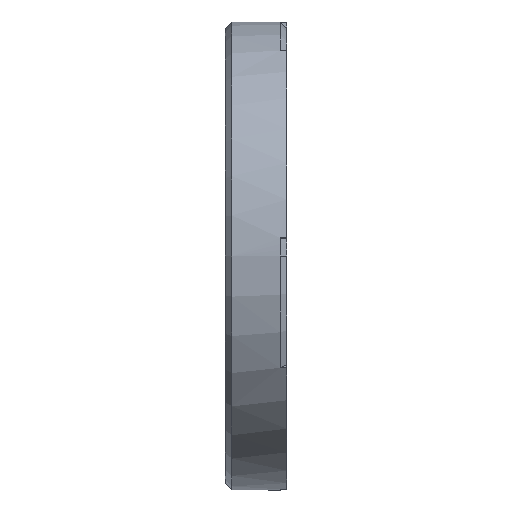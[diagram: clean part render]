
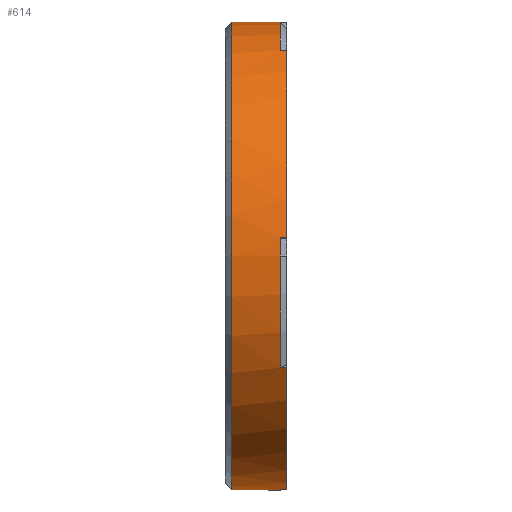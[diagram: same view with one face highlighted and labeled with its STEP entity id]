
A CAD part, left-side view. The second image highlights one B-rep face of the part: STEP entity #614.
In plain terms, the highlighted cylindrical face has radius 36 mm (diameter 72 mm), a partial arc.
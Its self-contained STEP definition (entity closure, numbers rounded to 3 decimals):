
#5 = EDGE_CURVE ( 'NONE', #836, #488, #813, .T. ) ;
#14 = DIRECTION ( 'NONE',  ( 0., 1., 0. ) ) ;
#20 = DIRECTION ( 'NONE',  ( 0., 0., 1. ) ) ;
#84 = CARTESIAN_POINT ( 'NONE',  ( 0., 2.4, 36. ) ) ;
#86 = DIRECTION ( 'NONE',  ( -1., 0., 0. ) ) ;
#111 = ORIENTED_EDGE ( 'NONE', *, *, #806, .F. ) ;
#138 = CARTESIAN_POINT ( 'NONE',  ( 0., -7., 0. ) ) ;
#146 = VECTOR ( 'NONE', #286, 1000. ) ;
#151 = CIRCLE ( 'NONE', #180, 36. ) ;
#155 = CIRCLE ( 'NONE', #1204, 36. ) ;
#163 = ORIENTED_EDGE ( 'NONE', *, *, #894, .T. ) ;
#166 = ORIENTED_EDGE ( 'NONE', *, *, #447, .T. ) ;
#180 = AXIS2_PLACEMENT_3D ( 'NONE', #664, #528, #1101 ) ;
#182 = AXIS2_PLACEMENT_3D ( 'NONE', #1124, #331, #1019 ) ;
#200 = VECTOR ( 'NONE', #1208, 1000. ) ;
#207 = DIRECTION ( 'NONE',  ( 0., -1., 0. ) ) ;
#212 = CARTESIAN_POINT ( 'NONE',  ( 0., 0.4, -36. ) ) ;
#224 = CARTESIAN_POINT ( 'NONE',  ( 0., -7., 0. ) ) ;
#226 = ORIENTED_EDGE ( 'NONE', *, *, #1222, .T. ) ;
#227 = CIRCLE ( 'NONE', #1256, 36. ) ;
#246 = VERTEX_POINT ( 'NONE', #811 ) ;
#281 = CARTESIAN_POINT ( 'NONE',  ( 0., 0.4, 36. ) ) ;
#285 = EDGE_CURVE ( 'NONE', #246, #287, #155, .T. ) ;
#286 = DIRECTION ( 'NONE',  ( 0., -1., 0. ) ) ;
#287 = VERTEX_POINT ( 'NONE', #657 ) ;
#307 = DIRECTION ( 'NONE',  ( 1., 0., 0. ) ) ;
#331 = DIRECTION ( 'NONE',  ( 0., 1., 0. ) ) ;
#339 = EDGE_CURVE ( 'NONE', #560, #379, #227, .T. ) ;
#345 = DIRECTION ( 'NONE',  ( 0., 0., -1. ) ) ;
#347 = VERTEX_POINT ( 'NONE', #1112 ) ;
#378 = CARTESIAN_POINT ( 'NONE',  ( -2.781, -7., -35.892 ) ) ;
#379 = VERTEX_POINT ( 'NONE', #1076 ) ;
#391 = CARTESIAN_POINT ( 'NONE',  ( 0., 2.4, 0. ) ) ;
#412 = EDGE_CURVE ( 'NONE', #347, #942, #770, .T. ) ;
#422 = LINE ( 'NONE', #1184, #587 ) ;
#447 = EDGE_CURVE ( 'NONE', #1382, #694, #815, .T. ) ;
#452 = VERTEX_POINT ( 'NONE', #1111 ) ;
#466 = CYLINDRICAL_SURFACE ( 'NONE', #1225, 36. ) ;
#478 = CARTESIAN_POINT ( 'NONE',  ( -31.616, -7., -17.216 ) ) ;
#480 = ORIENTED_EDGE ( 'NONE', *, *, #339, .T. ) ;
#483 = CIRCLE ( 'NONE', #856, 36. ) ;
#488 = VERTEX_POINT ( 'NONE', #212 ) ;
#497 = LINE ( 'NONE', #378, #146 ) ;
#508 = CARTESIAN_POINT ( 'NONE',  ( 0., 0.4, 0. ) ) ;
#511 = ORIENTED_EDGE ( 'NONE', *, *, #285, .F. ) ;
#517 = DIRECTION ( 'NONE',  ( 0., 0., 1. ) ) ;
#524 = CARTESIAN_POINT ( 'NONE',  ( 0., -7., -36. ) ) ;
#528 = DIRECTION ( 'NONE',  ( 0., 1., 0. ) ) ;
#537 = DIRECTION ( 'NONE',  ( 0., -1., 0. ) ) ;
#549 = VECTOR ( 'NONE', #970, 1000. ) ;
#560 = VERTEX_POINT ( 'NONE', #1027 ) ;
#561 = EDGE_CURVE ( 'NONE', #347, #452, #1441, .T. ) ;
#587 = VECTOR ( 'NONE', #537, 1000. ) ;
#601 = CARTESIAN_POINT ( 'NONE',  ( 0., -8., 0. ) ) ;
#614 = ADVANCED_FACE ( 'NONE', ( #955 ), #466, .T. ) ;
#625 = DIRECTION ( 'NONE',  ( 0., -1., 0. ) ) ;
#627 = CARTESIAN_POINT ( 'NONE',  ( -35.892, -7., 2.781 ) ) ;
#630 = VERTEX_POINT ( 'NONE', #848 ) ;
#657 = CARTESIAN_POINT ( 'NONE',  ( -2.781, -8., -35.892 ) ) ;
#664 = CARTESIAN_POINT ( 'NONE',  ( 0., -7., 0. ) ) ;
#677 = DIRECTION ( 'NONE',  ( 0., 1., 0. ) ) ;
#688 = ORIENTED_EDGE ( 'NONE', *, *, #711, .T. ) ;
#694 = VERTEX_POINT ( 'NONE', #1307 ) ;
#706 = VERTEX_POINT ( 'NONE', #627 ) ;
#711 = EDGE_CURVE ( 'NONE', #706, #630, #966, .T. ) ;
#728 = ORIENTED_EDGE ( 'NONE', *, *, #5, .T. ) ;
#770 = LINE ( 'NONE', #1095, #200 ) ;
#783 = DIRECTION ( 'NONE',  ( 0., -1., 0. ) ) ;
#806 = EDGE_CURVE ( 'NONE', #942, #630, #483, .T. ) ;
#811 = CARTESIAN_POINT ( 'NONE',  ( -31.616, -8., -17.216 ) ) ;
#813 = CIRCLE ( 'NONE', #952, 36. ) ;
#815 = CIRCLE ( 'NONE', #182, 36. ) ;
#836 = VERTEX_POINT ( 'NONE', #281 ) ;
#848 = CARTESIAN_POINT ( 'NONE',  ( -35.892, -8., 2.781 ) ) ;
#856 = AXIS2_PLACEMENT_3D ( 'NONE', #601, #1022, #1305 ) ;
#894 = EDGE_CURVE ( 'NONE', #379, #706, #151, .T. ) ;
#911 = LINE ( 'NONE', #478, #1250 ) ;
#942 = VERTEX_POINT ( 'NONE', #1425 ) ;
#943 = EDGE_CURVE ( 'NONE', #836, #452, #1338, .T. ) ;
#952 = AXIS2_PLACEMENT_3D ( 'NONE', #508, #625, #517 ) ;
#955 = FACE_OUTER_BOUND ( 'NONE', #1456, .T. ) ;
#966 = LINE ( 'NONE', #1070, #996 ) ;
#970 = DIRECTION ( 'NONE',  ( 0., -1., 0. ) ) ;
#996 = VECTOR ( 'NONE', #1410, 1000. ) ;
#1019 = DIRECTION ( 'NONE',  ( 0., 0., -1. ) ) ;
#1022 = DIRECTION ( 'NONE',  ( 0., -1., 0. ) ) ;
#1027 = CARTESIAN_POINT ( 'NONE',  ( -31.616, -7., -17.216 ) ) ;
#1029 = ORIENTED_EDGE ( 'NONE', *, *, #943, .F. ) ;
#1045 = ORIENTED_EDGE ( 'NONE', *, *, #412, .F. ) ;
#1070 = CARTESIAN_POINT ( 'NONE',  ( -35.892, -7., 2.781 ) ) ;
#1076 = CARTESIAN_POINT ( 'NONE',  ( -36., -7., 0. ) ) ;
#1095 = CARTESIAN_POINT ( 'NONE',  ( -17.216, -7., 31.616 ) ) ;
#1101 = DIRECTION ( 'NONE',  ( -1., 0., 0. ) ) ;
#1111 = CARTESIAN_POINT ( 'NONE',  ( 0., -7., 36. ) ) ;
#1112 = CARTESIAN_POINT ( 'NONE',  ( -17.216, -7., 31.616 ) ) ;
#1123 = ORIENTED_EDGE ( 'NONE', *, *, #561, .T. ) ;
#1124 = CARTESIAN_POINT ( 'NONE',  ( 0., -7., 0. ) ) ;
#1173 = DIRECTION ( 'NONE',  ( 0., -1., 0. ) ) ;
#1184 = CARTESIAN_POINT ( 'NONE',  ( 0., 2.4, -36. ) ) ;
#1204 = AXIS2_PLACEMENT_3D ( 'NONE', #1278, #207, #307 ) ;
#1208 = DIRECTION ( 'NONE',  ( 0., -1., 0. ) ) ;
#1222 = EDGE_CURVE ( 'NONE', #694, #287, #497, .T. ) ;
#1225 = AXIS2_PLACEMENT_3D ( 'NONE', #391, #1173, #345 ) ;
#1250 = VECTOR ( 'NONE', #783, 1000. ) ;
#1256 = AXIS2_PLACEMENT_3D ( 'NONE', #224, #677, #86 ) ;
#1278 = CARTESIAN_POINT ( 'NONE',  ( 0., -8., 0. ) ) ;
#1305 = DIRECTION ( 'NONE',  ( 1., 0., 0. ) ) ;
#1307 = CARTESIAN_POINT ( 'NONE',  ( -2.781, -7., -35.892 ) ) ;
#1338 = LINE ( 'NONE', #84, #549 ) ;
#1349 = ORIENTED_EDGE ( 'NONE', *, *, #1363, .T. ) ;
#1363 = EDGE_CURVE ( 'NONE', #488, #1382, #422, .T. ) ;
#1370 = AXIS2_PLACEMENT_3D ( 'NONE', #138, #14, #20 ) ;
#1381 = ORIENTED_EDGE ( 'NONE', *, *, #1454, .F. ) ;
#1382 = VERTEX_POINT ( 'NONE', #524 ) ;
#1410 = DIRECTION ( 'NONE',  ( 0., -1., 0. ) ) ;
#1425 = CARTESIAN_POINT ( 'NONE',  ( -17.216, -8., 31.616 ) ) ;
#1441 = CIRCLE ( 'NONE', #1370, 36. ) ;
#1454 = EDGE_CURVE ( 'NONE', #560, #246, #911, .T. ) ;
#1456 = EDGE_LOOP ( 'NONE', ( #1029, #728, #1349, #166, #226, #511, #1381, #480, #163, #688, #111, #1045, #1123 ) ) ;
